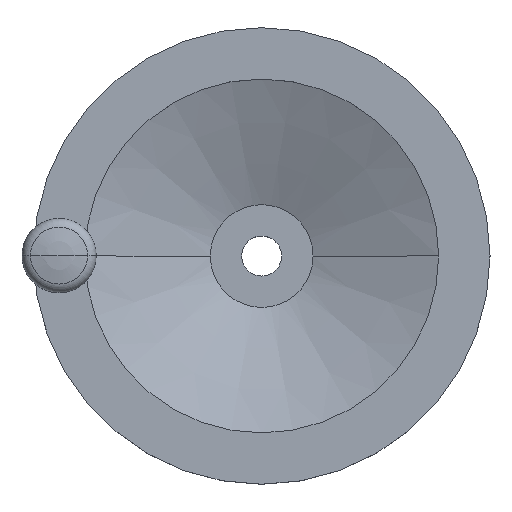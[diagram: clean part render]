
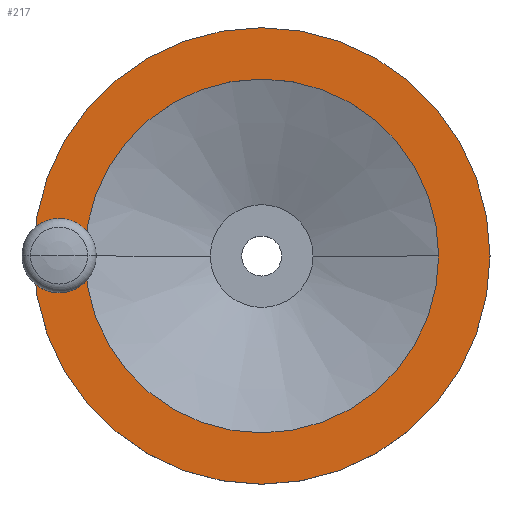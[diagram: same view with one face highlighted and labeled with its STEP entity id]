
A CAD part, top view. The second image highlights one B-rep face of the part: STEP entity #217.
In plain terms, the highlighted planar face has unit normal (0, 0, 1).
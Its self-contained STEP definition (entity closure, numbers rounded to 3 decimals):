
#183=EDGE_CURVE('',#335,#297,#479,.T.);
#193=EDGE_CURVE('',#429,#231,#490,.T.);
#217=ADVANCED_FACE('',(#517,#518,#519),#520,.T.);
#231=VERTEX_POINT('',#539);
#257=EDGE_CURVE('',#231,#429,#571,.T.);
#265=EDGE_CURVE('',#327,#303,#579,.T.);
#295=EDGE_CURVE('',#303,#327,#613,.T.);
#297=VERTEX_POINT('',#615);
#303=VERTEX_POINT('',#621);
#327=VERTEX_POINT('',#647);
#335=VERTEX_POINT('',#655);
#377=EDGE_CURVE('',#297,#335,#702,.T.);
#429=VERTEX_POINT('',#762);
#479=CIRCLE('',#809,80.0);
#490=CIRCLE('',#823,62.0);
#517=FACE_BOUND('',#856,.T.);
#518=FACE_OUTER_BOUND('',#857,.T.);
#519=FACE_BOUND('',#858,.T.);
#520=PLANE('',#859);
#539=CARTESIAN_POINT('',(62.0,0.,39.0));
#571=CIRCLE('',#921,62.0);
#579=CIRCLE('',#934,6.5);
#613=CIRCLE('',#977,6.5);
#615=CARTESIAN_POINT('',(-80.0,0.,39.0));
#621=CARTESIAN_POINT('',(-64.5,0.,39.0));
#647=CARTESIAN_POINT('',(-77.5,0.,39.0));
#655=CARTESIAN_POINT('',(80.0,0.,39.0));
#702=CIRCLE('',#1088,80.0);
#762=CARTESIAN_POINT('',(-62.0,0.,39.0));
#809=AXIS2_PLACEMENT_3D('',#1213,#1214,#1215);
#823=AXIS2_PLACEMENT_3D('',#1230,#1231,#1232);
#856=EDGE_LOOP('',(#1270,#1271));
#857=EDGE_LOOP('',(#1272,#1273));
#858=EDGE_LOOP('',(#1274,#1275));
#859=AXIS2_PLACEMENT_3D('',#1276,#1277,#1278);
#921=AXIS2_PLACEMENT_3D('',#1368,#1369,#1370);
#934=AXIS2_PLACEMENT_3D('',#1378,#1379,#1380);
#977=AXIS2_PLACEMENT_3D('',#1421,#1422,#1423);
#1088=AXIS2_PLACEMENT_3D('',#1522,#1523,#1524);
#1213=CARTESIAN_POINT('',(0.,0.,39.0));
#1214=DIRECTION('',(-0.0,0.0,-1.0));
#1215=DIRECTION('',(-1.0,0.,0.0));
#1230=CARTESIAN_POINT('',(0.,0.,39.0));
#1231=DIRECTION('',(-0.0,0.0,-1.0));
#1232=DIRECTION('',(-1.0,0.,0.0));
#1270=ORIENTED_EDGE('',*,*,#265,.T.);
#1271=ORIENTED_EDGE('',*,*,#295,.T.);
#1272=ORIENTED_EDGE('',*,*,#377,.F.);
#1273=ORIENTED_EDGE('',*,*,#183,.F.);
#1274=ORIENTED_EDGE('',*,*,#193,.T.);
#1275=ORIENTED_EDGE('',*,*,#257,.T.);
#1276=CARTESIAN_POINT('',(-71.0,0.,39.0));
#1277=DIRECTION('',(0.0,0.0,1.0));
#1278=DIRECTION('',(-1.0,0.,0.0));
#1368=CARTESIAN_POINT('',(0.,0.,39.0));
#1369=DIRECTION('',(-0.0,0.0,-1.0));
#1370=DIRECTION('',(-1.0,0.,0.0));
#1378=CARTESIAN_POINT('',(-71.0,0.,39.0));
#1379=DIRECTION('',(-0.0,0.0,-1.0));
#1380=DIRECTION('',(-1.0,0.,0.0));
#1421=CARTESIAN_POINT('',(-71.0,0.,39.0));
#1422=DIRECTION('',(-0.0,0.0,-1.0));
#1423=DIRECTION('',(-1.0,0.,0.0));
#1522=CARTESIAN_POINT('',(0.,0.,39.0));
#1523=DIRECTION('',(-0.0,0.0,-1.0));
#1524=DIRECTION('',(-1.0,0.,0.0));
